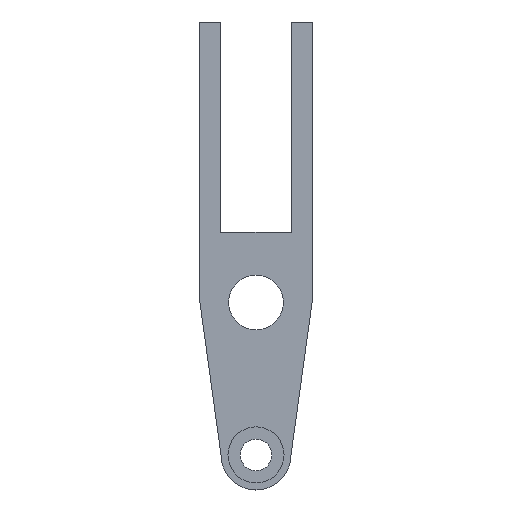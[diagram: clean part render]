
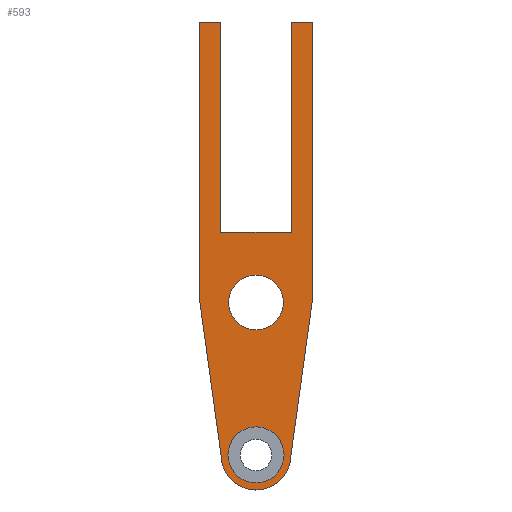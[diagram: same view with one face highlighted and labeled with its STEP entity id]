
A CAD part, top view. The second image highlights one B-rep face of the part: STEP entity #593.
In plain terms, the highlighted planar face has unit normal (0, 0, 1).
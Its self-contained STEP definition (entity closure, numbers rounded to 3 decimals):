
#1 = ORIENTED_EDGE ( 'NONE', *, *, #177, .T. ) ;
#4 = CARTESIAN_POINT ( 'NONE',  ( 5., 10., 3. ) ) ;
#8 = VERTEX_POINT ( 'NONE', #187 ) ;
#12 = DIRECTION ( 'NONE',  ( 0.137, 0.991, 0. ) ) ;
#14 = LINE ( 'NONE', #377, #402 ) ;
#16 = DIRECTION ( 'NONE',  ( -1., 0., 0. ) ) ;
#20 = CARTESIAN_POINT ( 'NONE',  ( -5., 40., 3. ) ) ;
#33 = CIRCLE ( 'NONE', #94, 3.9 ) ;
#34 = LINE ( 'NONE', #418, #154 ) ;
#37 = DIRECTION ( 'NONE',  ( 1., 0., 0. ) ) ;
#40 = VERTEX_POINT ( 'NONE', #44 ) ;
#44 = CARTESIAN_POINT ( 'NONE',  ( 8., 40., 3. ) ) ;
#53 = CARTESIAN_POINT ( 'NONE',  ( -8., 40., 3. ) ) ;
#65 = VECTOR ( 'NONE', #16, 1000. ) ;
#67 = CARTESIAN_POINT ( 'NONE',  ( 5., -21.75, 3. ) ) ;
#70 = EDGE_CURVE ( 'NONE', #580, #472, #536, .T. ) ;
#74 = CARTESIAN_POINT ( 'NONE',  ( -4., -21.75, 3. ) ) ;
#79 = EDGE_LOOP ( 'NONE', ( #574, #132 ) ) ;
#81 = VECTOR ( 'NONE', #101, 1000. ) ;
#83 = DIRECTION ( 'NONE',  ( 0., 0., 1. ) ) ;
#86 = DIRECTION ( 'NONE',  ( 0., 0., 1. ) ) ;
#88 = ORIENTED_EDGE ( 'NONE', *, *, #233, .T. ) ;
#90 = ORIENTED_EDGE ( 'NONE', *, *, #269, .T. ) ;
#94 = AXIS2_PLACEMENT_3D ( 'NONE', #577, #537, #159 ) ;
#100 = CARTESIAN_POINT ( 'NONE',  ( 8., 0., 3. ) ) ;
#101 = DIRECTION ( 'NONE',  ( 0., -1., 0. ) ) ;
#104 = DIRECTION ( 'NONE',  ( 0., 0., 1. ) ) ;
#105 = EDGE_CURVE ( 'NONE', #508, #544, #526, .T. ) ;
#109 = AXIS2_PLACEMENT_3D ( 'NONE', #289, #137, #568 ) ;
#128 = DIRECTION ( 'NONE',  ( 1., 0., 0. ) ) ;
#129 = VERTEX_POINT ( 'NONE', #202 ) ;
#131 = DIRECTION ( 'NONE',  ( -1., 0., 0. ) ) ;
#132 = ORIENTED_EDGE ( 'NONE', *, *, #240, .F. ) ;
#137 = DIRECTION ( 'NONE',  ( 0., 0., 1. ) ) ;
#144 = VECTOR ( 'NONE', #12, 1000. ) ;
#154 = VECTOR ( 'NONE', #131, 1000. ) ;
#159 = DIRECTION ( 'NONE',  ( 1., 0., 0. ) ) ;
#161 = LINE ( 'NONE', #297, #246 ) ;
#166 = EDGE_LOOP ( 'NONE', ( #527, #581 ) ) ;
#173 = VERTEX_POINT ( 'NONE', #74 ) ;
#177 = EDGE_CURVE ( 'NONE', #243, #580, #606, .T. ) ;
#187 = CARTESIAN_POINT ( 'NONE',  ( -3.9, 0., 3. ) ) ;
#189 = CARTESIAN_POINT ( 'NONE',  ( 0., 0., 3. ) ) ;
#195 = VERTEX_POINT ( 'NONE', #67 ) ;
#202 = CARTESIAN_POINT ( 'NONE',  ( 3.9, 0., 3. ) ) ;
#214 = CARTESIAN_POINT ( 'NONE',  ( 0., -21.75, 3. ) ) ;
#219 = LINE ( 'NONE', #533, #617 ) ;
#233 = EDGE_CURVE ( 'NONE', #590, #195, #348, .T. ) ;
#240 = EDGE_CURVE ( 'NONE', #129, #8, #404, .T. ) ;
#242 = AXIS2_PLACEMENT_3D ( 'NONE', #612, #86, #37 ) ;
#243 = VERTEX_POINT ( 'NONE', #20 ) ;
#244 = CARTESIAN_POINT ( 'NONE',  ( -8., 0., 3. ) ) ;
#246 = VECTOR ( 'NONE', #384, 1000. ) ;
#263 = LINE ( 'NONE', #483, #491 ) ;
#264 = CIRCLE ( 'NONE', #109, 4. ) ;
#269 = EDGE_CURVE ( 'NONE', #40, #603, #34, .T. ) ;
#274 = ORIENTED_EDGE ( 'NONE', *, *, #524, .T. ) ;
#281 = ORIENTED_EDGE ( 'NONE', *, *, #547, .T. ) ;
#282 = ORIENTED_EDGE ( 'NONE', *, *, #503, .T. ) ;
#289 = CARTESIAN_POINT ( 'NONE',  ( 0., -21.75, 3. ) ) ;
#297 = CARTESIAN_POINT ( 'NONE',  ( 5., 30., 3. ) ) ;
#300 = CARTESIAN_POINT ( 'NONE',  ( -5., 10., 3. ) ) ;
#319 = EDGE_LOOP ( 'NONE', ( #1, #506, #282, #88, #585, #386, #90, #281, #501, #274 ) ) ;
#329 = VECTOR ( 'NONE', #622, 1000. ) ;
#348 = CIRCLE ( 'NONE', #357, 5. ) ;
#357 = AXIS2_PLACEMENT_3D ( 'NONE', #421, #83, #128 ) ;
#359 = LINE ( 'NONE', #592, #144 ) ;
#372 = CARTESIAN_POINT ( 'NONE',  ( 4., -21.75, 3. ) ) ;
#376 = FACE_BOUND ( 'NONE', #166, .T. ) ;
#377 = CARTESIAN_POINT ( 'NONE',  ( 8., 30., 3. ) ) ;
#378 = CIRCLE ( 'NONE', #242, 4. ) ;
#383 = AXIS2_PLACEMENT_3D ( 'NONE', #189, #515, #511 ) ;
#384 = DIRECTION ( 'NONE',  ( 0., -1., 0. ) ) ;
#386 = ORIENTED_EDGE ( 'NONE', *, *, #484, .T. ) ;
#390 = CARTESIAN_POINT ( 'NONE',  ( -5., -21.75, 3. ) ) ;
#402 = VECTOR ( 'NONE', #478, 1000. ) ;
#404 = CIRCLE ( 'NONE', #383, 3.9 ) ;
#418 = CARTESIAN_POINT ( 'NONE',  ( 5., 40., 3. ) ) ;
#421 = CARTESIAN_POINT ( 'NONE',  ( 0., -21.75, 3. ) ) ;
#425 = EDGE_CURVE ( 'NONE', #473, #173, #378, .T. ) ;
#437 = FACE_OUTER_BOUND ( 'NONE', #319, .T. ) ;
#444 = DIRECTION ( 'NONE',  ( 1., 0., 0. ) ) ;
#448 = CARTESIAN_POINT ( 'NONE',  ( 5., 40., 3. ) ) ;
#455 = EDGE_CURVE ( 'NONE', #173, #473, #264, .T. ) ;
#465 = AXIS2_PLACEMENT_3D ( 'NONE', #214, #104, #444 ) ;
#467 = FACE_BOUND ( 'NONE', #79, .T. ) ;
#472 = VERTEX_POINT ( 'NONE', #244 ) ;
#473 = VERTEX_POINT ( 'NONE', #372 ) ;
#478 = DIRECTION ( 'NONE',  ( 0., 1., 0. ) ) ;
#483 = CARTESIAN_POINT ( 'NONE',  ( -8., 0., 3. ) ) ;
#484 = EDGE_CURVE ( 'NONE', #548, #40, #14, .T. ) ;
#485 = DIRECTION ( 'NONE',  ( 0., 1., 0. ) ) ;
#491 = VECTOR ( 'NONE', #529, 1000. ) ;
#501 = ORIENTED_EDGE ( 'NONE', *, *, #105, .T. ) ;
#502 = CARTESIAN_POINT ( 'NONE',  ( -5., 40., 3. ) ) ;
#503 = EDGE_CURVE ( 'NONE', #472, #590, #263, .T. ) ;
#506 = ORIENTED_EDGE ( 'NONE', *, *, #70, .T. ) ;
#508 = VERTEX_POINT ( 'NONE', #4 ) ;
#511 = DIRECTION ( 'NONE',  ( 1., 0., 0. ) ) ;
#515 = DIRECTION ( 'NONE',  ( 0., 0., 1. ) ) ;
#524 = EDGE_CURVE ( 'NONE', #544, #243, #219, .T. ) ;
#526 = LINE ( 'NONE', #538, #329 ) ;
#527 = ORIENTED_EDGE ( 'NONE', *, *, #425, .F. ) ;
#529 = DIRECTION ( 'NONE',  ( 0.137, -0.991, 0. ) ) ;
#533 = CARTESIAN_POINT ( 'NONE',  ( -5., 30., 3. ) ) ;
#536 = LINE ( 'NONE', #53, #81 ) ;
#537 = DIRECTION ( 'NONE',  ( 0., 0., 1. ) ) ;
#538 = CARTESIAN_POINT ( 'NONE',  ( -5., 10., 3. ) ) ;
#539 = EDGE_CURVE ( 'NONE', #8, #129, #33, .T. ) ;
#544 = VERTEX_POINT ( 'NONE', #300 ) ;
#547 = EDGE_CURVE ( 'NONE', #603, #508, #161, .T. ) ;
#548 = VERTEX_POINT ( 'NONE', #100 ) ;
#568 = DIRECTION ( 'NONE',  ( 1., 0., 0. ) ) ;
#571 = CARTESIAN_POINT ( 'NONE',  ( -8., 40., 3. ) ) ;
#574 = ORIENTED_EDGE ( 'NONE', *, *, #539, .F. ) ;
#577 = CARTESIAN_POINT ( 'NONE',  ( 0., 0., 3. ) ) ;
#578 = PLANE ( 'NONE',  #465 ) ;
#580 = VERTEX_POINT ( 'NONE', #571 ) ;
#581 = ORIENTED_EDGE ( 'NONE', *, *, #455, .F. ) ;
#585 = ORIENTED_EDGE ( 'NONE', *, *, #618, .T. ) ;
#590 = VERTEX_POINT ( 'NONE', #390 ) ;
#592 = CARTESIAN_POINT ( 'NONE',  ( 8., 0., 3. ) ) ;
#593 = ADVANCED_FACE ( 'NONE', ( #376, #437, #467 ), #578, .T. ) ;
#603 = VERTEX_POINT ( 'NONE', #448 ) ;
#606 = LINE ( 'NONE', #502, #65 ) ;
#612 = CARTESIAN_POINT ( 'NONE',  ( 0., -21.75, 3. ) ) ;
#617 = VECTOR ( 'NONE', #485, 1000. ) ;
#618 = EDGE_CURVE ( 'NONE', #195, #548, #359, .T. ) ;
#622 = DIRECTION ( 'NONE',  ( -1., 0., 0. ) ) ;
